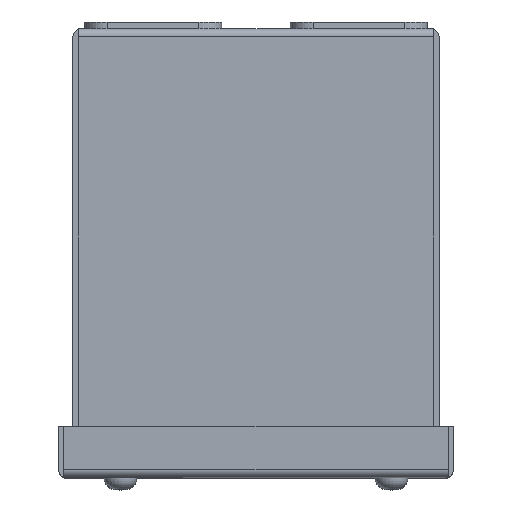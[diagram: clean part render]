
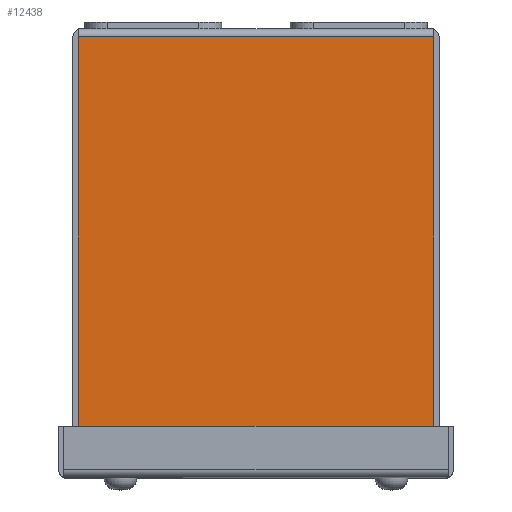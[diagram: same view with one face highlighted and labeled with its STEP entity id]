
A CAD part, top view. The second image highlights one B-rep face of the part: STEP entity #12438.
In plain terms, the highlighted planar face has unit normal (0, 0, 1).
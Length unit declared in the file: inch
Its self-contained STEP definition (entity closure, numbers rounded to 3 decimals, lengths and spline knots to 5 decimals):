
#568 = VERTEX_POINT ( 'NONE', #19023 ) ;
#895 = PLANE ( 'NONE',  #4344 ) ;
#1154 = LINE ( 'NONE', #7694, #14733 ) ;
#1194 = FACE_OUTER_BOUND ( 'NONE', #6702, .T. ) ;
#1425 = CARTESIAN_POINT ( 'NONE',  ( -13.527, -4.664, 2. ) ) ;
#2728 = ORIENTED_EDGE ( 'NONE', *, *, #13505, .T. ) ;
#3083 = LINE ( 'NONE', #1425, #10245 ) ;
#4344 = AXIS2_PLACEMENT_3D ( 'NONE', #7530, #5677, #10431 ) ;
#4964 = DIRECTION ( 'NONE',  ( -1., 0., 0. ) ) ;
#5185 = VERTEX_POINT ( 'NONE', #6100 ) ;
#5677 = DIRECTION ( 'NONE',  ( 0., 0., 1. ) ) ;
#6100 = CARTESIAN_POINT ( 'NONE',  ( -1.94221, -0.086, 2. ) ) ;
#6229 = VECTOR ( 'NONE', #18733, 39.37008 ) ;
#6702 = EDGE_LOOP ( 'NONE', ( #20167, #12904, #2728, #18292 ) ) ;
#7530 = CARTESIAN_POINT ( 'NONE',  ( -13.527, 0., 2. ) ) ;
#7694 = CARTESIAN_POINT ( 'NONE',  ( -13.527, -0.086, 2. ) ) ;
#7846 = EDGE_CURVE ( 'NONE', #568, #10750, #15324, .T. ) ;
#8135 = CARTESIAN_POINT ( 'NONE',  ( -1.94221, 39.37008, 2. ) ) ;
#8333 = CARTESIAN_POINT ( 'NONE',  ( -1.94221, -4.664, 2. ) ) ;
#9209 = CARTESIAN_POINT ( 'NONE',  ( 1.94221, 39.37008, 2. ) ) ;
#10245 = VECTOR ( 'NONE', #14071, 39.37008 ) ;
#10354 = EDGE_CURVE ( 'NONE', #16043, #10750, #3083, .T. ) ;
#10431 = DIRECTION ( 'NONE',  ( 1., 0., 0. ) ) ;
#10750 = VERTEX_POINT ( 'NONE', #16948 ) ;
#12438 = ADVANCED_FACE ( 'NONE', ( #1194 ), #895, .T. ) ;
#12904 = ORIENTED_EDGE ( 'NONE', *, *, #16343, .T. ) ;
#12987 = VECTOR ( 'NONE', #15687, 39.37008 ) ;
#13505 = EDGE_CURVE ( 'NONE', #5185, #16043, #18802, .T. ) ;
#14071 = DIRECTION ( 'NONE',  ( 1., 0., 0. ) ) ;
#14733 = VECTOR ( 'NONE', #4964, 39.37008 ) ;
#15324 = LINE ( 'NONE', #9209, #6229 ) ;
#15687 = DIRECTION ( 'NONE',  ( 0., -1., 0. ) ) ;
#16043 = VERTEX_POINT ( 'NONE', #8333 ) ;
#16343 = EDGE_CURVE ( 'NONE', #568, #5185, #1154, .T. ) ;
#16948 = CARTESIAN_POINT ( 'NONE',  ( 1.94221, -4.664, 2. ) ) ;
#18292 = ORIENTED_EDGE ( 'NONE', *, *, #10354, .T. ) ;
#18733 = DIRECTION ( 'NONE',  ( 0., -1., 0. ) ) ;
#18802 = LINE ( 'NONE', #8135, #12987 ) ;
#19023 = CARTESIAN_POINT ( 'NONE',  ( 1.94221, -0.086, 2. ) ) ;
#20167 = ORIENTED_EDGE ( 'NONE', *, *, #7846, .F. ) ;
